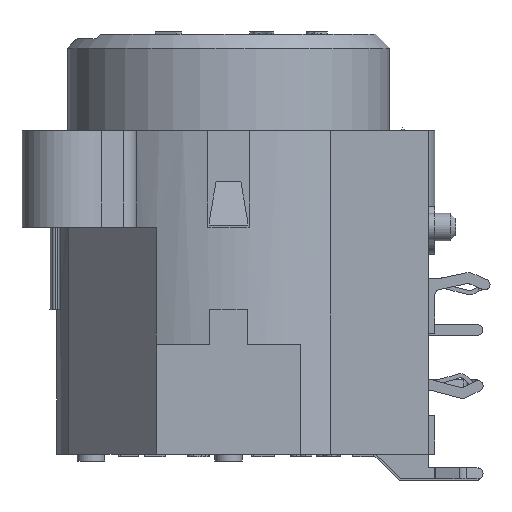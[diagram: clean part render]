
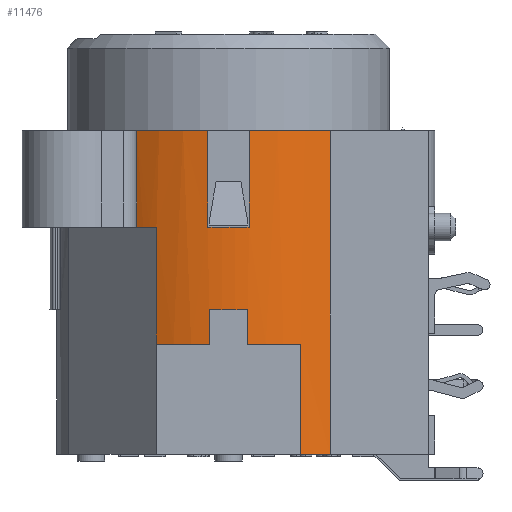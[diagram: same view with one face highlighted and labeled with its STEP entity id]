
A CAD part, left-side view. The second image highlights one B-rep face of the part: STEP entity #11476.
In plain terms, the highlighted cylindrical face has radius 13 mm (diameter 26 mm), a partial arc.
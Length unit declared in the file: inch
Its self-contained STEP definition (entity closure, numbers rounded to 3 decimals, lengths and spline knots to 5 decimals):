
#521=CYLINDRICAL_SURFACE('',#12153,0.51181);
#698=FACE_OUTER_BOUND('',#1311,.T.);
#1311=EDGE_LOOP('',(#7372,#7373,#7374,#7375,#7376,#7377,#7378,#7379,#7380,
#7381,#7382,#7383,#7384,#7385,#7386,#7387));
#2090=LINE('',#15534,#3234);
#2091=LINE('',#15538,#3235);
#2092=LINE('',#15542,#3236);
#2093=LINE('',#15546,#3237);
#2094=LINE('',#15550,#3238);
#2095=LINE('',#15554,#3239);
#2096=LINE('',#15558,#3240);
#2097=LINE('',#15561,#3241);
#3234=VECTOR('',#13036,0.3937);
#3235=VECTOR('',#13039,0.3937);
#3236=VECTOR('',#13042,0.3937);
#3237=VECTOR('',#13045,0.3937);
#3238=VECTOR('',#13048,0.3937);
#3239=VECTOR('',#13051,0.3937);
#3240=VECTOR('',#13054,0.3937);
#3241=VECTOR('',#13057,0.3937);
#4270=CIRCLE('',#12154,0.51181);
#4271=CIRCLE('',#12155,0.51181);
#4272=CIRCLE('',#12156,0.51181);
#4273=CIRCLE('',#12157,0.51181);
#4274=CIRCLE('',#12158,0.51181);
#4275=CIRCLE('',#12159,0.51181);
#4276=CIRCLE('',#12160,0.51181);
#4277=CIRCLE('',#12161,0.51181);
#4567=VERTEX_POINT('',#15530);
#4568=VERTEX_POINT('',#15531);
#4569=VERTEX_POINT('',#15533);
#4570=VERTEX_POINT('',#15535);
#4571=VERTEX_POINT('',#15537);
#4572=VERTEX_POINT('',#15539);
#4573=VERTEX_POINT('',#15541);
#4574=VERTEX_POINT('',#15543);
#4575=VERTEX_POINT('',#15545);
#4576=VERTEX_POINT('',#15547);
#4577=VERTEX_POINT('',#15549);
#4578=VERTEX_POINT('',#15551);
#4579=VERTEX_POINT('',#15553);
#4580=VERTEX_POINT('',#15555);
#4581=VERTEX_POINT('',#15557);
#4582=VERTEX_POINT('',#15559);
#5688=EDGE_CURVE('',#4567,#4568,#4270,.T.);
#5689=EDGE_CURVE('',#4568,#4569,#2090,.T.);
#5690=EDGE_CURVE('',#4569,#4570,#4271,.T.);
#5691=EDGE_CURVE('',#4570,#4571,#2091,.T.);
#5692=EDGE_CURVE('',#4571,#4572,#4272,.T.);
#5693=EDGE_CURVE('',#4573,#4572,#2092,.T.);
#5694=EDGE_CURVE('',#4574,#4573,#4273,.T.);
#5695=EDGE_CURVE('',#4574,#4575,#2093,.T.);
#5696=EDGE_CURVE('',#4575,#4576,#4274,.T.);
#5697=EDGE_CURVE('',#4576,#4577,#2094,.T.);
#5698=EDGE_CURVE('',#4578,#4577,#4275,.T.);
#5699=EDGE_CURVE('',#4578,#4579,#2095,.T.);
#5700=EDGE_CURVE('',#4579,#4580,#4276,.T.);
#5701=EDGE_CURVE('',#4580,#4581,#2096,.T.);
#5702=EDGE_CURVE('',#4581,#4582,#4277,.T.);
#5703=EDGE_CURVE('',#4582,#4567,#2097,.T.);
#7372=ORIENTED_EDGE('',*,*,#5688,.T.);
#7373=ORIENTED_EDGE('',*,*,#5689,.T.);
#7374=ORIENTED_EDGE('',*,*,#5690,.T.);
#7375=ORIENTED_EDGE('',*,*,#5691,.T.);
#7376=ORIENTED_EDGE('',*,*,#5692,.T.);
#7377=ORIENTED_EDGE('',*,*,#5693,.F.);
#7378=ORIENTED_EDGE('',*,*,#5694,.F.);
#7379=ORIENTED_EDGE('',*,*,#5695,.T.);
#7380=ORIENTED_EDGE('',*,*,#5696,.T.);
#7381=ORIENTED_EDGE('',*,*,#5697,.T.);
#7382=ORIENTED_EDGE('',*,*,#5698,.F.);
#7383=ORIENTED_EDGE('',*,*,#5699,.T.);
#7384=ORIENTED_EDGE('',*,*,#5700,.T.);
#7385=ORIENTED_EDGE('',*,*,#5701,.T.);
#7386=ORIENTED_EDGE('',*,*,#5702,.T.);
#7387=ORIENTED_EDGE('',*,*,#5703,.T.);
#11476=ADVANCED_FACE('',(#698),#521,.T.);
#12153=AXIS2_PLACEMENT_3D('',#15529,#13032,#13033);
#12154=AXIS2_PLACEMENT_3D('',#15532,#13034,#13035);
#12155=AXIS2_PLACEMENT_3D('',#15536,#13037,#13038);
#12156=AXIS2_PLACEMENT_3D('',#15540,#13040,#13041);
#12157=AXIS2_PLACEMENT_3D('',#15544,#13043,#13044);
#12158=AXIS2_PLACEMENT_3D('',#15548,#13046,#13047);
#12159=AXIS2_PLACEMENT_3D('',#15552,#13049,#13050);
#12160=AXIS2_PLACEMENT_3D('',#15556,#13052,#13053);
#12161=AXIS2_PLACEMENT_3D('',#15560,#13055,#13056);
#13032=DIRECTION('center_axis',(0.,0.,1.));
#13033=DIRECTION('ref_axis',(-1.,0.,0.));
#13034=DIRECTION('center_axis',(0.,0.,-1.));
#13035=DIRECTION('ref_axis',(0.859,-0.513,0.));
#13036=DIRECTION('',(0.,0.,-1.));
#13037=DIRECTION('center_axis',(0.,0.,
-1.));
#13038=DIRECTION('ref_axis',(-1.,0.,0.));
#13039=DIRECTION('',(0.,0.,1.));
#13040=DIRECTION('center_axis',(0.,0.,-1.));
#13041=DIRECTION('ref_axis',(0.859,-0.513,0.));
#13042=DIRECTION('',(0.,0.,1.));
#13043=DIRECTION('center_axis',(0.,0.,-1.));
#13044=DIRECTION('ref_axis',(0.859,-0.513,0.));
#13045=DIRECTION('',(0.,0.,-1.));
#13046=DIRECTION('center_axis',(0.,0.,
1.));
#13047=DIRECTION('ref_axis',(-0.823,-0.568,0.));
#13048=DIRECTION('',(0.,0.,1.));
#13049=DIRECTION('center_axis',(0.,0.,-1.));
#13050=DIRECTION('ref_axis',(-1.,0.,0.));
#13051=DIRECTION('',(0.,0.,-1.));
#13052=DIRECTION('center_axis',(0.,0.,
1.));
#13053=DIRECTION('ref_axis',(-0.823,-0.568,0.));
#13054=DIRECTION('',(0.,0.,-1.));
#13055=DIRECTION('center_axis',(0.,0.,
1.));
#13056=DIRECTION('ref_axis',(-0.823,-0.568,0.));
#13057=DIRECTION('',(0.,0.,1.));
#15529=CARTESIAN_POINT('Origin',(0.01392,0.05329,0.));
#15530=CARTESIAN_POINT('',(-0.40734,-0.23739,0.51181));
#15531=CARTESIAN_POINT('',(-0.49447,-0.00577,0.51181));
#15532=CARTESIAN_POINT('Origin',(0.01392,0.05329,0.51181));
#15533=CARTESIAN_POINT('',(-0.49447,-0.00577,0.23622));
#15534=CARTESIAN_POINT('',(-0.49447,-0.00577,0.));
#15535=CARTESIAN_POINT('',(-0.49447,0.11234,0.23622));
#15536=CARTESIAN_POINT('Origin',(0.01392,0.05329,0.23622));
#15537=CARTESIAN_POINT('',(-0.49447,0.11234,0.51181));
#15538=CARTESIAN_POINT('',(-0.49447,0.11234,0.));
#15539=CARTESIAN_POINT('',(-0.42555,0.31562,0.51181));
#15540=CARTESIAN_POINT('Origin',(0.01392,0.05329,0.51181));
#15541=CARTESIAN_POINT('',(-0.42555,0.31562,0.23622));
#15542=CARTESIAN_POINT('',(-0.42555,0.31562,0.23622));
#15543=CARTESIAN_POINT('',(-0.45458,0.25933,0.23622));
#15544=CARTESIAN_POINT('Origin',(0.01392,0.05329,0.23622));
#15545=CARTESIAN_POINT('',(-0.45458,0.25933,-0.09843));
#15546=CARTESIAN_POINT('',(-0.45458,0.25933,0.));
#15547=CARTESIAN_POINT('',(-0.49491,0.1084,-0.09843));
#15548=CARTESIAN_POINT('Origin',(0.01392,0.05329,
-0.09843));
#15549=CARTESIAN_POINT('',(-0.49491,0.1084,0.));
#15550=CARTESIAN_POINT('',(-0.49491,0.1084,-0.20669));
#15551=CARTESIAN_POINT('',(-0.49491,-0.00183,0.));
#15552=CARTESIAN_POINT('Origin',(0.01392,0.05329,0.));
#15553=CARTESIAN_POINT('',(-0.49491,-0.00183,-0.09843));
#15554=CARTESIAN_POINT('',(-0.49491,-0.00183,-0.20669));
#15555=CARTESIAN_POINT('',(-0.45458,-0.15276,-0.09843));
#15556=CARTESIAN_POINT('Origin',(0.01392,0.05329,
-0.09843));
#15557=CARTESIAN_POINT('',(-0.45458,-0.15276,-0.41339));
#15558=CARTESIAN_POINT('',(-0.45458,-0.15276,-0.20669));
#15559=CARTESIAN_POINT('',(-0.40734,-0.23739,-0.41339));
#15560=CARTESIAN_POINT('Origin',(0.01392,0.05329,
-0.41339));
#15561=CARTESIAN_POINT('',(-0.40734,-0.23739,0.23622));
